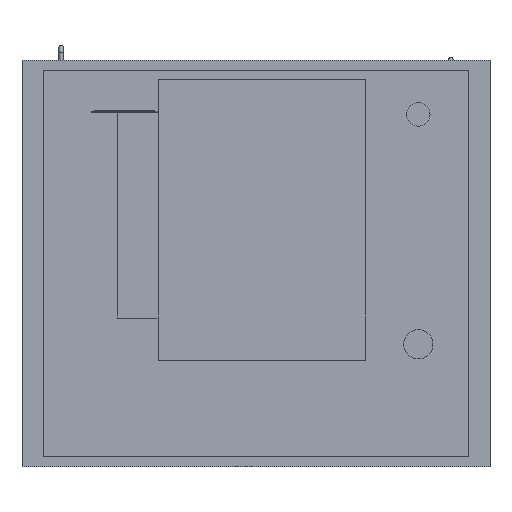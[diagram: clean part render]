
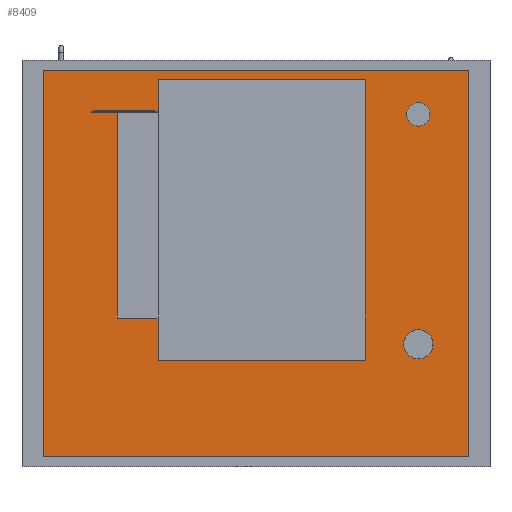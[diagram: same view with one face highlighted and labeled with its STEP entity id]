
A CAD part, front view. The second image highlights one B-rep face of the part: STEP entity #8409.
In plain terms, the highlighted planar face has unit normal (0, -1, 0).
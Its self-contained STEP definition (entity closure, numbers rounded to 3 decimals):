
#67=FACE_BOUND('',#861,.T.);
#68=FACE_BOUND('',#862,.T.);
#85=CIRCLE('',#8976,20.);
#87=CIRCLE('',#8980,25.);
#351=FACE_OUTER_BOUND('',#860,.T.);
#860=EDGE_LOOP('',(#5605,#5606,#5607,#5608));
#861=EDGE_LOOP('',(#5609));
#862=EDGE_LOOP('',(#5610));
#1393=LINE('',#12049,#2467);
#1396=LINE('',#12055,#2470);
#1399=LINE('',#12061,#2473);
#1402=LINE('',#12065,#2476);
#2467=VECTOR('',#9682,10.);
#2470=VECTOR('',#9687,10.);
#2473=VECTOR('',#9692,10.);
#2476=VECTOR('',#9697,10.);
#3522=VERTEX_POINT('',#12006);
#3524=VERTEX_POINT('',#12013);
#3535=VERTEX_POINT('',#12046);
#3536=VERTEX_POINT('',#12048);
#3538=VERTEX_POINT('',#12054);
#3540=VERTEX_POINT('',#12060);
#4331=EDGE_CURVE('',#3522,#3522,#85,.T.);
#4334=EDGE_CURVE('',#3524,#3524,#87,.T.);
#4349=EDGE_CURVE('',#3536,#3535,#1393,.T.);
#4352=EDGE_CURVE('',#3538,#3536,#1396,.T.);
#4355=EDGE_CURVE('',#3540,#3538,#1399,.T.);
#4358=EDGE_CURVE('',#3535,#3540,#1402,.T.);
#5605=ORIENTED_EDGE('',*,*,#4358,.T.);
#5606=ORIENTED_EDGE('',*,*,#4355,.T.);
#5607=ORIENTED_EDGE('',*,*,#4352,.T.);
#5608=ORIENTED_EDGE('',*,*,#4349,.T.);
#5609=ORIENTED_EDGE('',*,*,#4331,.T.);
#5610=ORIENTED_EDGE('',*,*,#4334,.T.);
#7965=PLANE('',#8992);
#8409=ADVANCED_FACE('',(#351,#67,#68),#7965,.T.);
#8976=AXIS2_PLACEMENT_3D('',#12008,#9643,#9644);
#8980=AXIS2_PLACEMENT_3D('',#12015,#9652,#9653);
#8992=AXIS2_PLACEMENT_3D('',#12067,#9700,#9701);
#9643=DIRECTION('center_axis',(0.,1.,0.));
#9644=DIRECTION('ref_axis',(1.,0.,0.));
#9652=DIRECTION('center_axis',(0.,1.,0.));
#9653=DIRECTION('ref_axis',(1.,0.,0.));
#9682=DIRECTION('',(0.,0.,1.));
#9687=DIRECTION('',(1.,0.,0.));
#9692=DIRECTION('',(0.,0.,-1.));
#9697=DIRECTION('',(-1.,0.,0.));
#9700=DIRECTION('center_axis',(0.,-1.,0.));
#9701=DIRECTION('ref_axis',(0.,0.,-1.));
#12006=CARTESIAN_POINT('',(257.5,-370.,255.));
#12008=CARTESIAN_POINT('Origin',(277.5,-370.,255.));
#12013=CARTESIAN_POINT('',(252.5,-370.,-138.));
#12015=CARTESIAN_POINT('Origin',(277.5,-370.,-138.));
#12046=CARTESIAN_POINT('',(362.5,-370.,330.));
#12048=CARTESIAN_POINT('',(362.5,-370.,-330.));
#12049=CARTESIAN_POINT('',(362.5,-370.,330.));
#12054=CARTESIAN_POINT('',(-362.5,-370.,-330.));
#12055=CARTESIAN_POINT('',(362.5,-370.,-330.));
#12060=CARTESIAN_POINT('',(-362.5,-370.,330.));
#12061=CARTESIAN_POINT('',(-362.5,-370.,-330.));
#12065=CARTESIAN_POINT('',(-362.5,-370.,330.));
#12067=CARTESIAN_POINT('Origin',(0.,-370.,0.));
